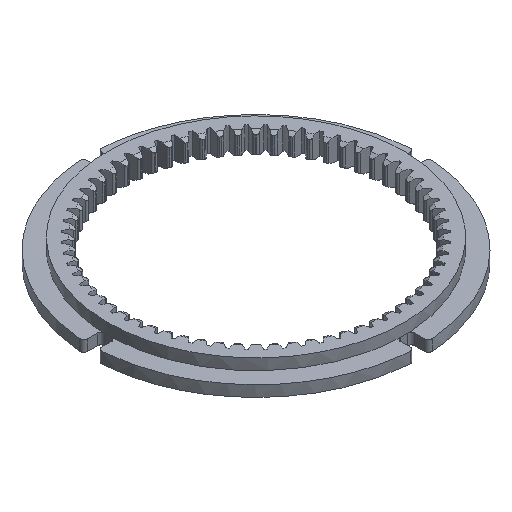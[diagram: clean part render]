
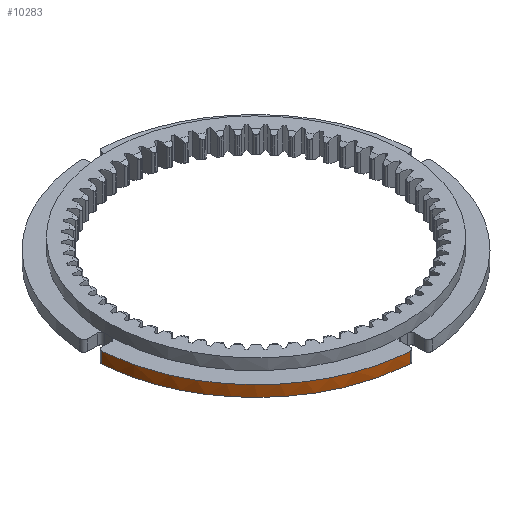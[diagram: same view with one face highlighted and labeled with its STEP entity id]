
A CAD part, isometric view. The second image highlights one B-rep face of the part: STEP entity #10283.
In plain terms, the highlighted free-form (B-spline) face has degree [3, 1] with [11, 2] control points.
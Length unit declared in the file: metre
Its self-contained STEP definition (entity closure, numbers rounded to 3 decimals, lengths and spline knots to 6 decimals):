
#1220=LINE('',#23156,#1644);
#1221=LINE('',#23157,#1645);
#1644=VECTOR('',#13108,1.);
#1645=VECTOR('',#13109,1.);
#4825=ORIENTED_EDGE('',*,*,#6556,.F.);
#4826=ORIENTED_EDGE('',*,*,#6569,.T.);
#4827=ORIENTED_EDGE('',*,*,#4983,.F.);
#4828=ORIENTED_EDGE('',*,*,#6570,.T.);
#4983=EDGE_CURVE('',#6625,#6626,#7717,.T.);
#6556=EDGE_CURVE('',#7684,#7685,#8503,.T.);
#6569=EDGE_CURVE('',#7684,#6626,#1220,.F.);
#6570=EDGE_CURVE('',#6625,#7685,#1221,.T.);
#6625=VERTEX_POINT('',#13680);
#6626=VERTEX_POINT('',#13681);
#7684=VERTEX_POINT('',#23015);
#7685=VERTEX_POINT('',#23023);
#7717=B_SPLINE_CURVE_WITH_KNOTS('',3,(#13673,#13674,#13675,#13676,#13677,
#13678,#13679),.UNSPECIFIED.,.F.,.F.,(4,1,1,1,4),(0.510505,0.567753,
0.625,0.682247,0.739495),.UNSPECIFIED.);
#8503=B_SPLINE_CURVE_WITH_KNOTS('',3,(#23016,#23017,#23018,#23019,#23020,
#23021,#23022),.UNSPECIFIED.,.F.,.F.,(4,1,1,1,4),(0.760499,0.81775,
0.875001,0.932252,0.989503),.UNSPECIFIED.);
#9036=EDGE_LOOP('',(#4825,#4826,#4827,#4828));
#9590=FACE_BOUND('',#9036,.T.);
#9756=B_SPLINE_SURFACE_WITH_KNOTS('',3,1,((#23134,#23135),(#23136,#23137),
(#23138,#23139),(#23140,#23141),(#23142,#23143),(#23144,#23145),(#23146,
#23147),(#23148,#23149),(#23150,#23151),(#23152,#23153),(#23154,#23155)),
 .SURF_OF_LINEAR_EXTRUSION.,.F.,.F.,.F.,(4,1,1,1,1,1,1,1,4),(2,2),(3.207599,
3.337942,3.534292,3.730641,3.926991,4.12334,
4.31969,4.516039,4.646382),(0.,0.533333),
 .UNSPECIFIED.);
#10283=ADVANCED_FACE('',(#9590),#9756,.F.);
#13108=DIRECTION('',(0.,0.,-1.));
#13109=DIRECTION('',(0.,0.,-1.));
#13673=CARTESIAN_POINT('',(-0.023948,-0.001583,0.0091));
#13674=CARTESIAN_POINT('',(-0.023758,-0.004454,0.0091));
#13675=CARTESIAN_POINT('',(-0.022334,-0.010127,0.0091));
#13676=CARTESIAN_POINT('',(-0.01734,-0.01734,0.0091));
#13677=CARTESIAN_POINT('',(-0.010127,-0.022334,0.0091));
#13678=CARTESIAN_POINT('',(-0.004454,-0.023758,0.0091));
#13679=CARTESIAN_POINT('',(-0.001583,-0.023948,0.0091));
#13680=CARTESIAN_POINT('',(-0.023948,-0.001583,0.0091));
#13681=CARTESIAN_POINT('',(-0.001583,-0.023948,0.0091));
#23015=CARTESIAN_POINT('',(-0.001583,-0.023948,0.0075));
#23016=CARTESIAN_POINT('',(-0.001583,-0.023948,0.0075));
#23017=CARTESIAN_POINT('',(-0.004451,-0.023759,0.0075));
#23018=CARTESIAN_POINT('',(-0.01013,-0.022334,0.0075));
#23019=CARTESIAN_POINT('',(-0.01734,-0.01734,0.0075));
#23020=CARTESIAN_POINT('',(-0.022334,-0.01013,0.0075));
#23021=CARTESIAN_POINT('',(-0.023759,-0.004452,0.0075));
#23022=CARTESIAN_POINT('',(-0.023948,-0.001583,0.0075));
#23023=CARTESIAN_POINT('',(-0.023948,-0.001583,0.0075));
#23134=CARTESIAN_POINT('',(-0.023948,-0.001583,0.0091));
#23135=CARTESIAN_POINT('',(-0.023948,-0.001583,0.0075));
#23136=CARTESIAN_POINT('',(-0.023879,-0.002623,0.0091));
#23137=CARTESIAN_POINT('',(-0.023879,-0.002623,0.0075));
#23138=CARTESIAN_POINT('',(-0.023537,-0.00522,0.0091));
#23139=CARTESIAN_POINT('',(-0.023537,-0.00522,0.0075));
#23140=CARTESIAN_POINT('',(-0.022316,-0.009244,0.0091));
#23141=CARTESIAN_POINT('',(-0.022316,-0.009244,0.0075));
#23142=CARTESIAN_POINT('',(-0.020084,-0.01342,0.0091));
#23143=CARTESIAN_POINT('',(-0.020084,-0.01342,0.0075));
#23144=CARTESIAN_POINT('',(-0.01708,-0.01708,0.0091));
#23145=CARTESIAN_POINT('',(-0.01708,-0.01708,0.0075));
#23146=CARTESIAN_POINT('',(-0.01342,-0.020084,0.0091));
#23147=CARTESIAN_POINT('',(-0.01342,-0.020084,0.0075));
#23148=CARTESIAN_POINT('',(-0.009244,-0.022316,0.0091));
#23149=CARTESIAN_POINT('',(-0.009244,-0.022316,0.0075));
#23150=CARTESIAN_POINT('',(-0.00522,-0.023537,0.0091));
#23151=CARTESIAN_POINT('',(-0.00522,-0.023537,0.0075));
#23152=CARTESIAN_POINT('',(-0.002623,-0.023879,0.0091));
#23153=CARTESIAN_POINT('',(-0.002623,-0.023879,0.0075));
#23154=CARTESIAN_POINT('',(-0.001583,-0.023948,0.0091));
#23155=CARTESIAN_POINT('',(-0.001583,-0.023948,0.0075));
#23156=CARTESIAN_POINT('',(-0.001583,-0.023948,0.0075));
#23157=CARTESIAN_POINT('',(-0.023948,-0.001583,0.0091));
